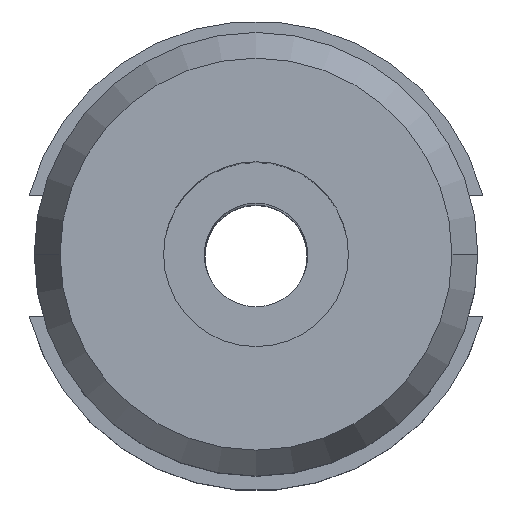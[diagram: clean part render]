
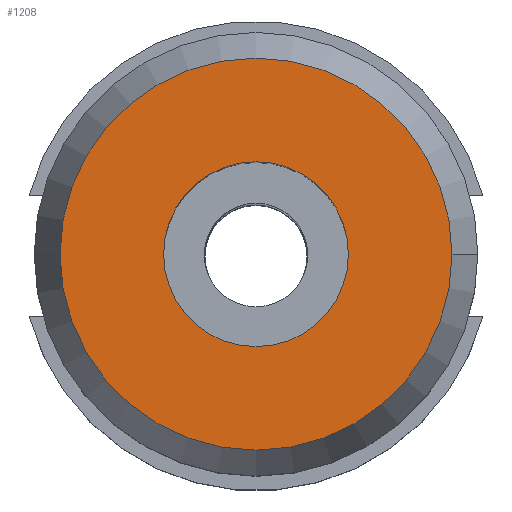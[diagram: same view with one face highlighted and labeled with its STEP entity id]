
A CAD part, top view. The second image highlights one B-rep face of the part: STEP entity #1208.
In plain terms, the highlighted planar face has unit normal (0, 0, 1).
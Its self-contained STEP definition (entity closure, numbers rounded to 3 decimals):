
#13 = PLANE ( 'NONE',  #1685 ) ;
#74 = ORIENTED_EDGE ( 'NONE', *, *, #683, .T. ) ;
#109 = EDGE_CURVE ( 'NONE', #1697, #483, #1308, .T. ) ;
#130 = EDGE_LOOP ( 'NONE', ( #1572, #74 ) ) ;
#295 = FACE_BOUND ( 'NONE', #130, .T. ) ;
#306 = CARTESIAN_POINT ( 'NONE',  ( 26.5, 0., 152.4 ) ) ;
#333 = VERTEX_POINT ( 'NONE', #1545 ) ;
#377 = CARTESIAN_POINT ( 'NONE',  ( 0., 0., 152.4 ) ) ;
#380 = CIRCLE ( 'NONE', #1596, 12.5 ) ;
#476 = AXIS2_PLACEMENT_3D ( 'NONE', #377, #783, #511 ) ;
#483 = VERTEX_POINT ( 'NONE', #1056 ) ;
#511 = DIRECTION ( 'NONE',  ( -1., 0., 0. ) ) ;
#568 = DIRECTION ( 'NONE',  ( -1., 0., 0. ) ) ;
#580 = DIRECTION ( 'NONE',  ( 0., 0., -1. ) ) ;
#589 = DIRECTION ( 'NONE',  ( 1., 0., 0. ) ) ;
#681 = AXIS2_PLACEMENT_3D ( 'NONE', #1089, #1172, #1478 ) ;
#683 = EDGE_CURVE ( 'NONE', #333, #757, #1336, .T. ) ;
#693 = AXIS2_PLACEMENT_3D ( 'NONE', #1088, #580, #568 ) ;
#757 = VERTEX_POINT ( 'NONE', #1177 ) ;
#781 = ORIENTED_EDGE ( 'NONE', *, *, #1245, .F. ) ;
#783 = DIRECTION ( 'NONE',  ( 0., 0., -1. ) ) ;
#801 = CARTESIAN_POINT ( 'NONE',  ( 0., 0., 152.4 ) ) ;
#936 = DIRECTION ( 'NONE',  ( -1., 0., 0. ) ) ;
#1056 = CARTESIAN_POINT ( 'NONE',  ( -26.5, 0., 152.4 ) ) ;
#1083 = EDGE_CURVE ( 'NONE', #757, #333, #380, .T. ) ;
#1088 = CARTESIAN_POINT ( 'NONE',  ( 0., 0., 152.4 ) ) ;
#1089 = CARTESIAN_POINT ( 'NONE',  ( 0., 0., 152.4 ) ) ;
#1172 = DIRECTION ( 'NONE',  ( 0., 0., -1. ) ) ;
#1177 = CARTESIAN_POINT ( 'NONE',  ( -12.5, 0., 152.4 ) ) ;
#1197 = CARTESIAN_POINT ( 'NONE',  ( 0., 26.5, 152.4 ) ) ;
#1208 = ADVANCED_FACE ( 'NONE', ( #295, #1240 ), #13, .T. ) ;
#1230 = ORIENTED_EDGE ( 'NONE', *, *, #109, .F. ) ;
#1240 = FACE_OUTER_BOUND ( 'NONE', #1539, .T. ) ;
#1245 = EDGE_CURVE ( 'NONE', #483, #1697, #1356, .T. ) ;
#1308 = CIRCLE ( 'NONE', #476, 26.5 ) ;
#1336 = CIRCLE ( 'NONE', #681, 12.5 ) ;
#1353 = DIRECTION ( 'NONE',  ( 0., 0., 1. ) ) ;
#1356 = CIRCLE ( 'NONE', #693, 26.5 ) ;
#1442 = DIRECTION ( 'NONE',  ( 0., 0., -1. ) ) ;
#1478 = DIRECTION ( 'NONE',  ( -1., 0., 0. ) ) ;
#1539 = EDGE_LOOP ( 'NONE', ( #781, #1230 ) ) ;
#1545 = CARTESIAN_POINT ( 'NONE',  ( 12.5, 0., 152.4 ) ) ;
#1572 = ORIENTED_EDGE ( 'NONE', *, *, #1083, .T. ) ;
#1596 = AXIS2_PLACEMENT_3D ( 'NONE', #801, #1442, #936 ) ;
#1685 = AXIS2_PLACEMENT_3D ( 'NONE', #1197, #1353, #589 ) ;
#1697 = VERTEX_POINT ( 'NONE', #306 ) ;
